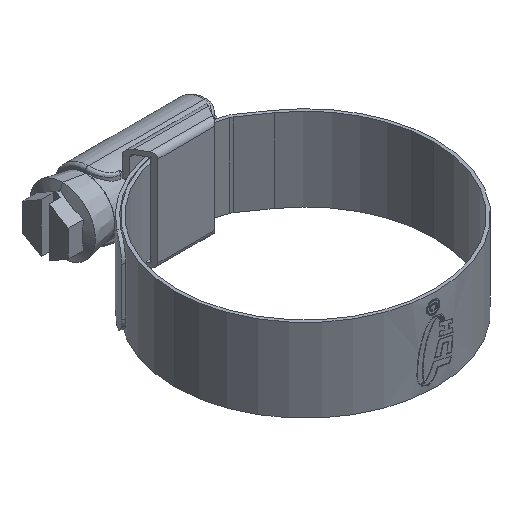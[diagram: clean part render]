
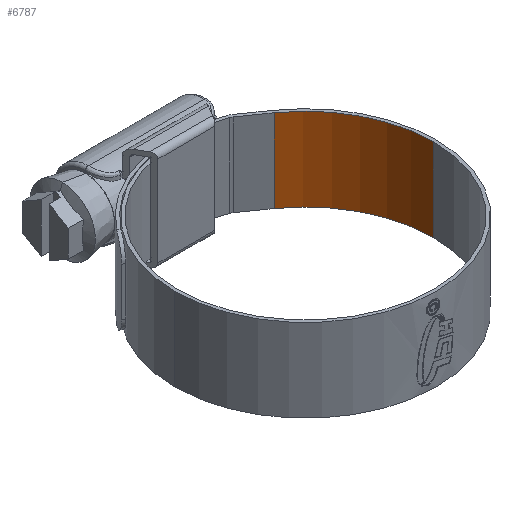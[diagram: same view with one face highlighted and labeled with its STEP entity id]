
A CAD part, isometric view. The second image highlights one B-rep face of the part: STEP entity #6787.
In plain terms, the highlighted cylindrical face has radius 22 mm (diameter 44 mm), a partial arc.
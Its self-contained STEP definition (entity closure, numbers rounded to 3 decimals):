
#503 = DIRECTION ( 'NONE',  ( -1., 0., 0. ) ) ;
#619 = CARTESIAN_POINT ( 'NONE',  ( 0., 0., 7.135 ) ) ;
#884 = DIRECTION ( 'NONE',  ( 1., 0., 0. ) ) ;
#1068 = EDGE_CURVE ( 'NONE', #4806, #3915, #4796, .T. ) ;
#1128 = FACE_OUTER_BOUND ( 'NONE', #7203, .T. ) ;
#1140 = DIRECTION ( 'NONE',  ( 0., 0., -1. ) ) ;
#1302 = EDGE_CURVE ( 'NONE', #4109, #1642, #2409, .T. ) ;
#1642 = VERTEX_POINT ( 'NONE', #4447 ) ;
#1912 = CARTESIAN_POINT ( 'NONE',  ( 22., 0., 7.135 ) ) ;
#2144 = DIRECTION ( 'NONE',  ( 0., 0., -1. ) ) ;
#2177 = CARTESIAN_POINT ( 'NONE',  ( 0., 0., 7.135 ) ) ;
#2217 = DIRECTION ( 'NONE',  ( 0., 0., 1. ) ) ;
#2409 = CIRCLE ( 'NONE', #7616, 22. ) ;
#2465 = CARTESIAN_POINT ( 'NONE',  ( 22., 0., -7.135 ) ) ;
#2824 = LINE ( 'NONE', #7547, #4145 ) ;
#2936 = VECTOR ( 'NONE', #1140, 1000. ) ;
#3025 = ORIENTED_EDGE ( 'NONE', *, *, #3542, .F. ) ;
#3401 = AXIS2_PLACEMENT_3D ( 'NONE', #619, #5359, #503 ) ;
#3470 = DIRECTION ( 'NONE',  ( 1., 0., 0. ) ) ;
#3542 = EDGE_CURVE ( 'NONE', #4109, #4806, #5335, .T. ) ;
#3594 = CARTESIAN_POINT ( 'NONE',  ( 22., 0., 7.135 ) ) ;
#3662 = AXIS2_PLACEMENT_3D ( 'NONE', #4392, #5551, #884 ) ;
#3915 = VERTEX_POINT ( 'NONE', #6849 ) ;
#4109 = VERTEX_POINT ( 'NONE', #1912 ) ;
#4124 = ORIENTED_EDGE ( 'NONE', *, *, #1302, .T. ) ;
#4145 = VECTOR ( 'NONE', #2144, 1000. ) ;
#4392 = CARTESIAN_POINT ( 'NONE',  ( 0., 0., -7.135 ) ) ;
#4447 = CARTESIAN_POINT ( 'NONE',  ( 12.619, 18.021, 7.135 ) ) ;
#4796 = CIRCLE ( 'NONE', #3662, 22. ) ;
#4806 = VERTEX_POINT ( 'NONE', #2465 ) ;
#4902 = ORIENTED_EDGE ( 'NONE', *, *, #1068, .F. ) ;
#5335 = LINE ( 'NONE', #3594, #2936 ) ;
#5359 = DIRECTION ( 'NONE',  ( 0., 0., -1. ) ) ;
#5551 = DIRECTION ( 'NONE',  ( 0., 0., 1. ) ) ;
#6259 = EDGE_CURVE ( 'NONE', #1642, #3915, #2824, .T. ) ;
#6408 = CYLINDRICAL_SURFACE ( 'NONE', #3401, 22. ) ;
#6787 = ADVANCED_FACE ( 'NONE', ( #1128 ), #6408, .F. ) ;
#6849 = CARTESIAN_POINT ( 'NONE',  ( 12.619, 18.021, -7.135 ) ) ;
#6950 = ORIENTED_EDGE ( 'NONE', *, *, #6259, .T. ) ;
#7203 = EDGE_LOOP ( 'NONE', ( #3025, #4124, #6950, #4902 ) ) ;
#7547 = CARTESIAN_POINT ( 'NONE',  ( 12.619, 18.021, 7.135 ) ) ;
#7616 = AXIS2_PLACEMENT_3D ( 'NONE', #2177, #2217, #3470 ) ;
